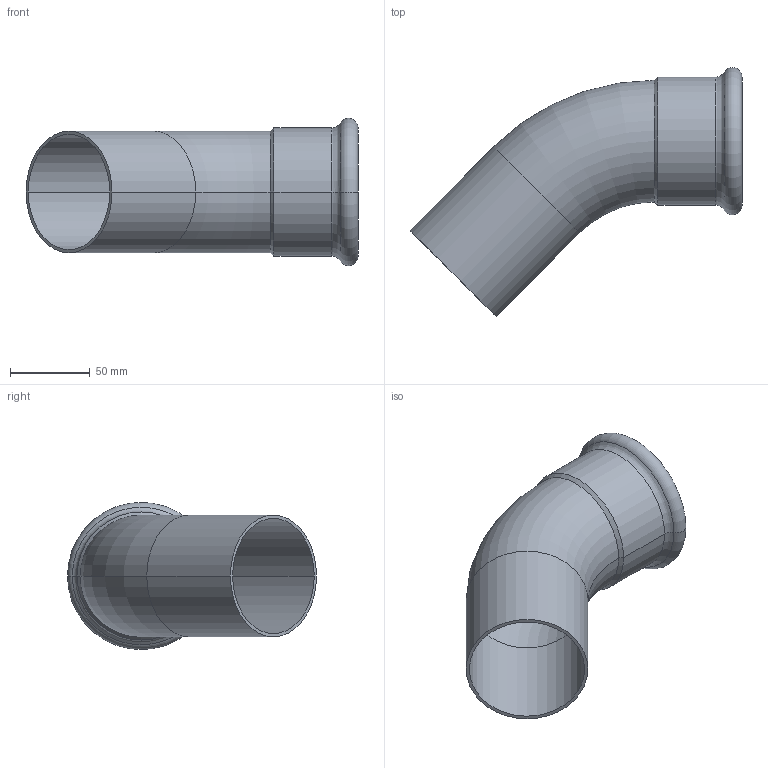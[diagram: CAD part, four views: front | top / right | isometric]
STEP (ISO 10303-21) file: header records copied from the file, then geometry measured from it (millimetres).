
FILE_DESCRIPTION (( 'STEP AP203' ), '1' );
FILE_NAME ('3D_P705_76.1_141139570.STEP', '2024-11-17T07:03:49', ( '' ), ( '' ), 'SwSTEP 2.0', 'SolidWorks 2023', '' );
FILE_SCHEMA (( 'CONFIG_CONTROL_DESIGN' ));
Length unit declared in the file: millimetre
Products named in the file (1): 3D_P705_76.1_141139570
Bounding box: 207.64 x 155.69 x 92.1 mm (x, y, z)
Volume: 102803.1 mm3; surface area: 103909 mm2
Topology: 1 solids, 1 shells, 27 faces, 54 edges, 28 vertices
Faces by surface type: torus 12, cylinder 8, cone 6, plane 1
Entity records: 777 total; most frequent: DIRECTION 150, CARTESIAN_POINT 110, ORIENTED_EDGE 108, AXIS2_PLACEMENT_3D 68, EDGE_CURVE 54, CIRCLE 40, VERTEX_POINT 28, EDGE_LOOP 28
